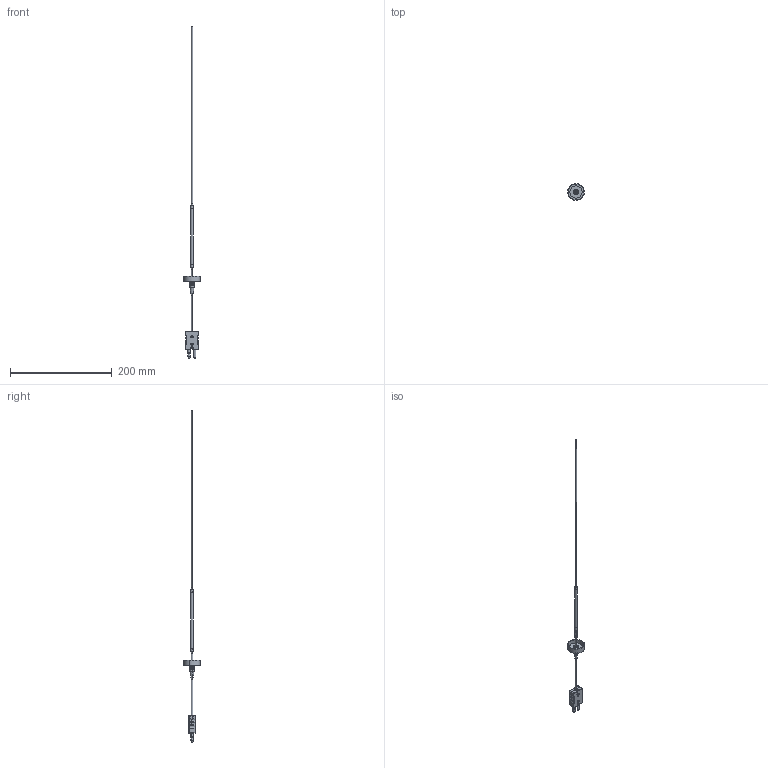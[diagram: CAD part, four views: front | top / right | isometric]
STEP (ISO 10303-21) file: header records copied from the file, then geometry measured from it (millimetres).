
FILE_DESCRIPTION (( 'STEP AP214' ), '1' );
FILE_NAME ('13-0001-SC.STEP', '2023-10-12T14:30:45', ( '' ), ( '' ), 'SwSTEP 2.0', 'SolidWorks 2022', '' );
FILE_SCHEMA (( 'AUTOMOTIVE_DESIGN' ));
Length unit declared in the file: millimetre
Products named in the file (14): Teil4; plus-stift; Kappe-PC; Kappe; Knickschutz-Standard; Kapillar; Minus-Stift; Leitung_2; Standard-Stecker_Standard; 13-0001-SC; Schraube; DR-SC_D4.5; Standard-Stecker_Körper; SC-Deckel
Assembly tree (14 placements, depth 3):
  13-0001-SC
    Teil4
    Kappe  x2
    Kappe-PC
    Knickschutz-Standard
    Kapillar
    Leitung_2
    Standard-Stecker_Standard
      Minus-Stift
      Standard-Stecker_Körper
      SC-Deckel
      Schraube
      plus-stift
    DR-SC_D4.5
Bounding box: 32.97 x 32.97 x 651.37 mm (x, y, z)
Volume: 20572.5 mm3; surface area: 20786.2 mm2
Topology: 17 solids, 17 shells, 335 faces, 755 edges, 476 vertices
Faces by surface type: cylinder 145, plane 120, torus 56, cone 14
Entity records: 9840 total; most frequent: CARTESIAN_POINT 1762, DIRECTION 1698, ORIENTED_EDGE 1446, EDGE_CURVE 723, AXIS2_PLACEMENT_3D 686, VERTEX_POINT 456, EDGE_LOOP 361, CIRCLE 349
